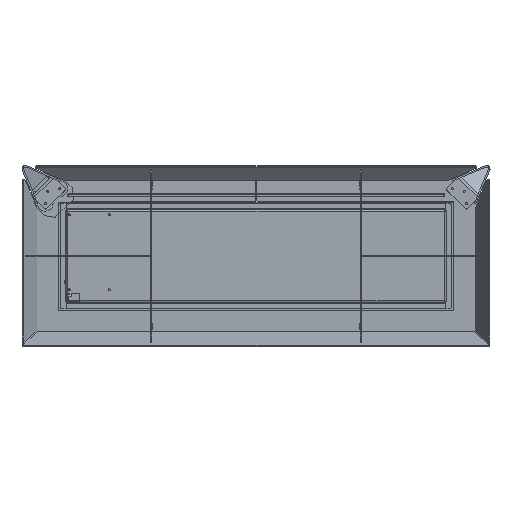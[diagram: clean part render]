
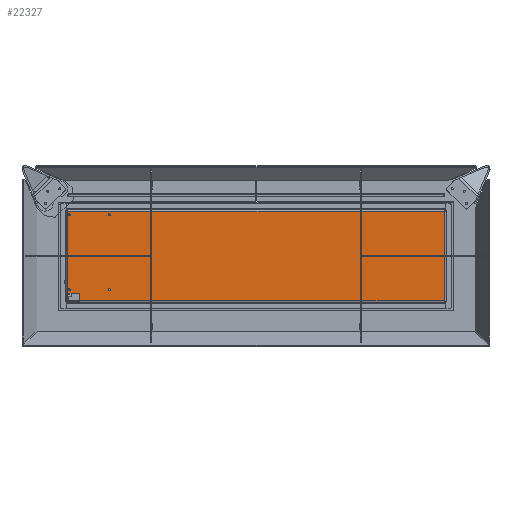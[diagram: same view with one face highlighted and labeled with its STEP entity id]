
A CAD part, front view. The second image highlights one B-rep face of the part: STEP entity #22327.
In plain terms, the highlighted planar face has unit normal (0, -1, 0).
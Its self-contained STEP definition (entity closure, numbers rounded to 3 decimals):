
#100 = CARTESIAN_POINT ( 'NONE',  ( 0., -160., 0. ) ) ;
#399 = VERTEX_POINT ( 'NONE', #35780 ) ;
#1311 = DIRECTION ( 'NONE',  ( 0., -1., 0. ) ) ;
#3378 = AXIS2_PLACEMENT_3D ( 'NONE', #21261, #26181, #35448 ) ;
#3873 = CIRCLE ( 'NONE', #38342, 2. ) ;
#4220 = ORIENTED_EDGE ( 'NONE', *, *, #14025, .F. ) ;
#4545 = EDGE_LOOP ( 'NONE', ( #6581 ) ) ;
#4949 = EDGE_CURVE ( 'NONE', #50127, #50127, #47707, .T. ) ;
#5497 = CIRCLE ( 'NONE', #55731, 2. ) ;
#6581 = ORIENTED_EDGE ( 'NONE', *, *, #30885, .F. ) ;
#7219 = ORIENTED_EDGE ( 'NONE', *, *, #56418, .F. ) ;
#7328 = CARTESIAN_POINT ( 'NONE',  ( 0., -160., -86.9 ) ) ;
#7404 = DIRECTION ( 'NONE',  ( 0., 0., -1. ) ) ;
#7622 = DIRECTION ( 'NONE',  ( -1., 0., 0. ) ) ;
#8316 = CARTESIAN_POINT ( 'NONE',  ( -342.5, -160., 0. ) ) ;
#8622 = VECTOR ( 'NONE', #27969, 1000. ) ;
#8731 = CARTESIAN_POINT ( 'NONE',  ( -342.5, -160., -72.4 ) ) ;
#9161 = LINE ( 'NONE', #23362, #8622 ) ;
#10969 = LINE ( 'NONE', #15894, #41338 ) ;
#13181 = ORIENTED_EDGE ( 'NONE', *, *, #38802, .F. ) ;
#14025 = EDGE_CURVE ( 'NONE', #49127, #49127, #5497, .T. ) ;
#15598 = EDGE_CURVE ( 'NONE', #57842, #54941, #31670, .T. ) ;
#15894 = CARTESIAN_POINT ( 'NONE',  ( 0., -160., -72.4 ) ) ;
#16278 = LINE ( 'NONE', #7328, #41186 ) ;
#18287 = DIRECTION ( 'NONE',  ( 0., -1., 0. ) ) ;
#18896 = DIRECTION ( 'NONE',  ( -1., 0., 0. ) ) ;
#19425 = CIRCLE ( 'NONE', #42108, 2. ) ;
#21261 = CARTESIAN_POINT ( 'NONE',  ( -284.5, -160., 80. ) ) ;
#21464 = DIRECTION ( 'NONE',  ( 0., 0., -1. ) ) ;
#22058 = EDGE_CURVE ( 'NONE', #57842, #399, #9161, .T. ) ;
#22327 = ADVANCED_FACE ( 'NONE', ( #46971, #37414, #49848, #32166, #22904 ), #56208, .T. ) ;
#22753 = EDGE_CURVE ( 'NONE', #399, #48420, #16278, .T. ) ;
#22904 = FACE_BOUND ( 'NONE', #4545, .T. ) ;
#23362 = CARTESIAN_POINT ( 'NONE',  ( 364.9, -160., 87.793 ) ) ;
#24867 = CARTESIAN_POINT ( 'NONE',  ( -362.5, -160., 80. ) ) ;
#25600 = VERTEX_POINT ( 'NONE', #35153 ) ;
#26061 = VECTOR ( 'NONE', #36092, 1000. ) ;
#26181 = DIRECTION ( 'NONE',  ( 0., -1., 0. ) ) ;
#27381 = AXIS2_PLACEMENT_3D ( 'NONE', #100, #18287, #18896 ) ;
#27655 = ORIENTED_EDGE ( 'NONE', *, *, #4949, .F. ) ;
#27822 = EDGE_LOOP ( 'NONE', ( #4220 ) ) ;
#27969 = DIRECTION ( 'NONE',  ( 0., 0., -1. ) ) ;
#28849 = ORIENTED_EDGE ( 'NONE', *, *, #53620, .T. ) ;
#29511 = DIRECTION ( 'NONE',  ( 0., 0., -1. ) ) ;
#30885 = EDGE_CURVE ( 'NONE', #25600, #25600, #19425, .T. ) ;
#31480 = CARTESIAN_POINT ( 'NONE',  ( -362.5, -160., -65. ) ) ;
#31670 = LINE ( 'NONE', #50194, #59115 ) ;
#31688 = DIRECTION ( 'NONE',  ( -1., 0., 0. ) ) ;
#32084 = ORIENTED_EDGE ( 'NONE', *, *, #15598, .T. ) ;
#32166 = FACE_BOUND ( 'NONE', #27822, .T. ) ;
#34606 = CARTESIAN_POINT ( 'NONE',  ( -284.5, -160., -65. ) ) ;
#35153 = CARTESIAN_POINT ( 'NONE',  ( -362.5, -160., 78. ) ) ;
#35448 = DIRECTION ( 'NONE',  ( 0., 0., -1. ) ) ;
#35780 = CARTESIAN_POINT ( 'NONE',  ( 364.9, -160., -86.9 ) ) ;
#36079 = VERTEX_POINT ( 'NONE', #59198 ) ;
#36092 = DIRECTION ( 'NONE',  ( 0., 0., 1. ) ) ;
#37414 = FACE_BOUND ( 'NONE', #38892, .T. ) ;
#38342 = AXIS2_PLACEMENT_3D ( 'NONE', #34606, #1311, #44198 ) ;
#38802 = EDGE_CURVE ( 'NONE', #36079, #36079, #3873, .T. ) ;
#38892 = EDGE_LOOP ( 'NONE', ( #27655 ) ) ;
#39253 = EDGE_CURVE ( 'NONE', #46091, #51392, #10969, .T. ) ;
#39944 = DIRECTION ( 'NONE',  ( 1., 0., 0. ) ) ;
#41186 = VECTOR ( 'NONE', #31688, 1000. ) ;
#41338 = VECTOR ( 'NONE', #39944, 1000. ) ;
#42068 = CARTESIAN_POINT ( 'NONE',  ( -284.5, -160., 78. ) ) ;
#42108 = AXIS2_PLACEMENT_3D ( 'NONE', #24867, #60988, #29511 ) ;
#43383 = ORIENTED_EDGE ( 'NONE', *, *, #39253, .T. ) ;
#44198 = DIRECTION ( 'NONE',  ( 0., 0., -1. ) ) ;
#46091 = VERTEX_POINT ( 'NONE', #49697 ) ;
#46971 = FACE_OUTER_BOUND ( 'NONE', #47927, .T. ) ;
#47707 = CIRCLE ( 'NONE', #3378, 2. ) ;
#47766 = ORIENTED_EDGE ( 'NONE', *, *, #22058, .F. ) ;
#47927 = EDGE_LOOP ( 'NONE', ( #28849, #43383, #7219, #51617, #47766, #32084 ) ) ;
#48420 = VERTEX_POINT ( 'NONE', #50275 ) ;
#48540 = VECTOR ( 'NONE', #21464, 1000. ) ;
#48677 = CARTESIAN_POINT ( 'NONE',  ( 364.9, -160., 86.9 ) ) ;
#49127 = VERTEX_POINT ( 'NONE', #53425 ) ;
#49697 = CARTESIAN_POINT ( 'NONE',  ( -364.9, -160., -72.4 ) ) ;
#49823 = CARTESIAN_POINT ( 'NONE',  ( -364.9, -160., 87.793 ) ) ;
#49848 = FACE_BOUND ( 'NONE', #60483, .T. ) ;
#50127 = VERTEX_POINT ( 'NONE', #42068 ) ;
#50194 = CARTESIAN_POINT ( 'NONE',  ( 0., -160., 86.9 ) ) ;
#50275 = CARTESIAN_POINT ( 'NONE',  ( -342.5, -160., -86.9 ) ) ;
#51392 = VERTEX_POINT ( 'NONE', #8731 ) ;
#51617 = ORIENTED_EDGE ( 'NONE', *, *, #22753, .F. ) ;
#51979 = CARTESIAN_POINT ( 'NONE',  ( -364.9, -160., 86.9 ) ) ;
#53425 = CARTESIAN_POINT ( 'NONE',  ( -362.5, -160., -67. ) ) ;
#53620 = EDGE_CURVE ( 'NONE', #54941, #46091, #54444, .T. ) ;
#54444 = LINE ( 'NONE', #49823, #48540 ) ;
#54916 = LINE ( 'NONE', #8316, #26061 ) ;
#54941 = VERTEX_POINT ( 'NONE', #51979 ) ;
#55731 = AXIS2_PLACEMENT_3D ( 'NONE', #31480, #59211, #7404 ) ;
#56208 = PLANE ( 'NONE',  #27381 ) ;
#56418 = EDGE_CURVE ( 'NONE', #48420, #51392, #54916, .T. ) ;
#57842 = VERTEX_POINT ( 'NONE', #48677 ) ;
#59115 = VECTOR ( 'NONE', #7622, 1000. ) ;
#59198 = CARTESIAN_POINT ( 'NONE',  ( -284.5, -160., -67. ) ) ;
#59211 = DIRECTION ( 'NONE',  ( 0., -1., 0. ) ) ;
#60483 = EDGE_LOOP ( 'NONE', ( #13181 ) ) ;
#60988 = DIRECTION ( 'NONE',  ( 0., -1., 0. ) ) ;
